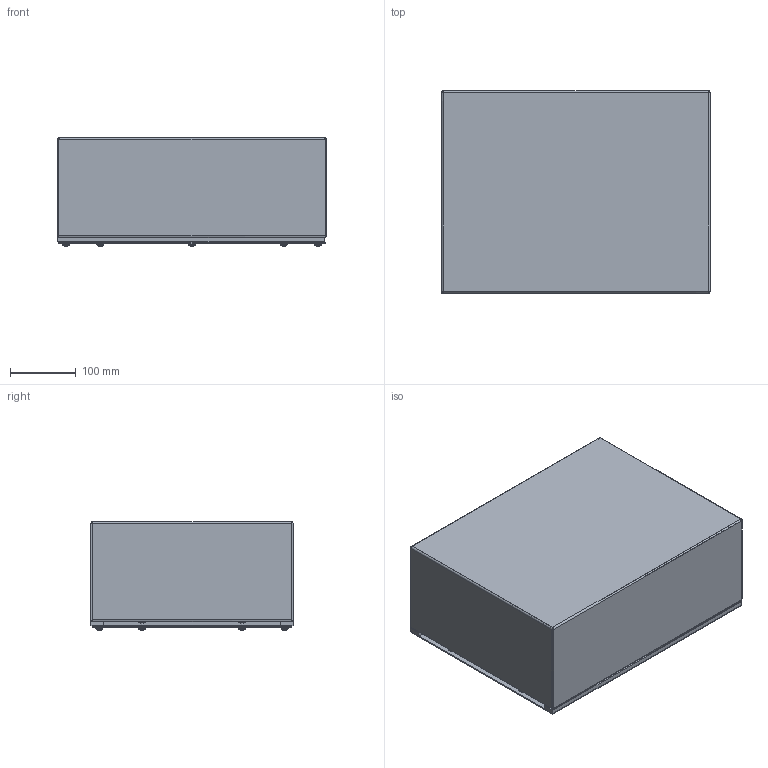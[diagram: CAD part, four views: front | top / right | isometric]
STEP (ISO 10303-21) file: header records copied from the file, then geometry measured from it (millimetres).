
FILE_DESCRIPTION(/* description */ ('12X16X8 ONE PIECE TUB'),/* implementation_level */ '2;1');
FILE_NAME(/* name */ 'WA121606GSC.stp',/* time_stamp */ '2014-05-21T12:03:18+06:00',/* author */ ('ps'),/* organization */ (''),/* preprocessor_version */ 'ST-DEVELOPER v15.2',/* originating_system */ 'Autodesk Inventor 2014',/* authorisation */ '');
FILE_SCHEMA (('AUTOMOTIVE_DESIGN { 1 0 10303 214 3 1 1 }'));
Length unit declared in the file: inch
Products named in the file (9): WA121606GSCBKP; WA1216GSC_LP; 37210; 39077; 39035; 12; 16; 34984; WA121606GSC
Bounding box: 409.57 x 307.98 x 165.37 mm (x, y, z)
Volume: 1055233.3 mm3; surface area: 1051229.1 mm2
Topology: 45 solids, 45 shells, 894 faces, 2178 edges, 1394 vertices
Faces by surface type: plane 502, cylinder 166, cone 130, torus 60, sphere 20, bspline 16
Full cylindrical faces by diameter (mm): 3.962 x10, 4.255 x10, 4.775 x10, 4.978 x10, 6.299 x10, 6.528 x10, 7.061 x10, 7.137 x10, 10.312 x10, 11.112 x10, 11.506 x10
Entity records: 6158 total; most frequent: CARTESIAN_POINT 1557, DIRECTION 900, ORIENTED_EDGE 780, EDGE_CURVE 390, AXIS2_PLACEMENT_3D 338, EDGE_LOOP 266, VERTEX_POINT 256, LINE 224
